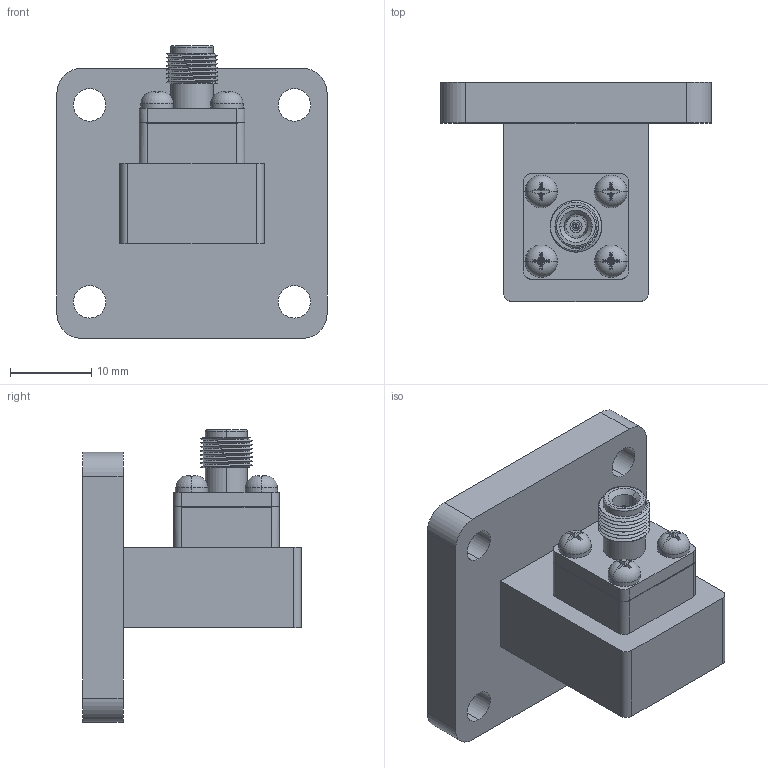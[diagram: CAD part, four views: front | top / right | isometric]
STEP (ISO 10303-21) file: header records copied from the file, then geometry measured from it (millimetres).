
FILE_DESCRIPTION (( 'STEP AP214' ), '1' );
FILE_NAME ('FMWCK1002_3D.step', '2023-07-13T18:08:31', ( '' ), ( '' ), 'SwSTEP 2.0', 'SolidWorks 2022', '' );
FILE_SCHEMA (( 'AUTOMOTIVE_DESIGN' ));
Length unit declared in the file: millimetre
Products named in the file (3): FSTNR^FMWCK1002; FBP220^FMWCK1002; FMWCK1002_3D
Assembly tree (2 placements, depth 2):
  FMWCK1002_3D
    FBP220^FMWCK1002
    FSTNR^FMWCK1002
Bounding box: 33.3 x 27 x 36.1 mm (x, y, z)
Volume: 9878.7 mm3; surface area: 5307.7 mm2
Topology: 2 solids, 2 shells, 189 faces, 490 edges, 317 vertices
Faces by surface type: plane 109, cylinder 58, torus 10, cone 10, bspline 2
Entity records: 6925 total; most frequent: CARTESIAN_POINT 2319, ORIENTED_EDGE 976, DIRECTION 899, EDGE_CURVE 488, AXIS2_PLACEMENT_3D 320, VERTEX_POINT 317, VECTOR 259, LINE 259
